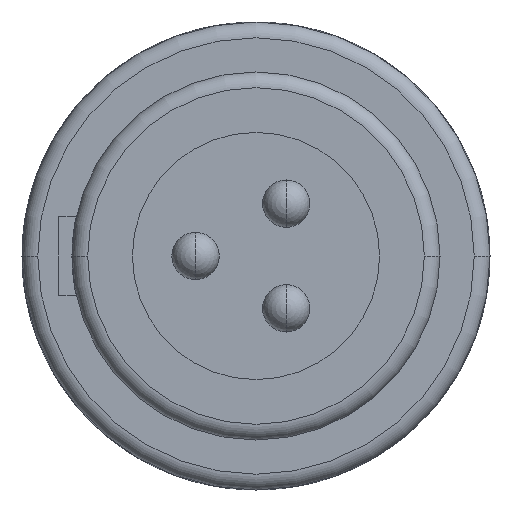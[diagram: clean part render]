
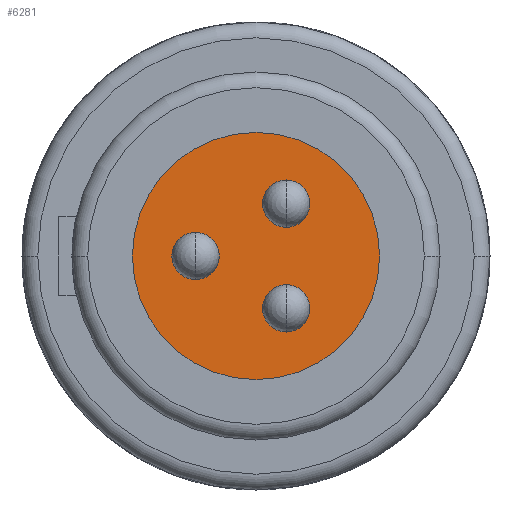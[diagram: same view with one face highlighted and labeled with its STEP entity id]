
A CAD part, left-side view. The second image highlights one B-rep face of the part: STEP entity #6281.
In plain terms, the highlighted planar face has unit normal (-1, 0, 0).
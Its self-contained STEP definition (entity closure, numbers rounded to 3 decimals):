
#2415=CARTESIAN_POINT('',(-2.4,0.,0.));
#2416=DIRECTION('',(-1.,0.,0.));
#2417=DIRECTION('',(0.,1.,0.));
#2418=AXIS2_PLACEMENT_3D('',#2415,#2416,#2417);
#2433=CARTESIAN_POINT('',(-2.4,0.,0.));
#2434=DIRECTION('',(-1.,0.,0.));
#2435=DIRECTION('',(0.,-1.,0.));
#2436=AXIS2_PLACEMENT_3D('',#2433,#2434,#2435);
#3117=CARTESIAN_POINT('',(-2.4,-0.575,0.996));
#3118=DIRECTION('',(-1.,0.,0.));
#3119=DIRECTION('',(0.,0.,1.));
#3120=AXIS2_PLACEMENT_3D('',#3117,#3118,#3119);
#3122=CARTESIAN_POINT('',(-2.4,-0.575,0.996));
#3123=DIRECTION('',(-1.,0.,0.));
#3124=DIRECTION('',(0.,0.,-1.));
#3125=AXIS2_PLACEMENT_3D('',#3122,#3123,#3124);
#3127=CARTESIAN_POINT('',(-2.4,1.15,0.));
#3128=DIRECTION('',(-1.,0.,0.));
#3129=DIRECTION('',(0.,0.,1.));
#3130=AXIS2_PLACEMENT_3D('',#3127,#3128,#3129);
#3132=CARTESIAN_POINT('',(-2.4,1.15,0.));
#3133=DIRECTION('',(-1.,0.,0.));
#3134=DIRECTION('',(0.,0.,-1.));
#3135=AXIS2_PLACEMENT_3D('',#3132,#3133,#3134);
#3137=CARTESIAN_POINT('',(-2.4,-0.575,-0.996));
#3138=DIRECTION('',(-1.,0.,0.));
#3139=DIRECTION('',(0.,0.,1.));
#3140=AXIS2_PLACEMENT_3D('',#3137,#3138,#3139);
#3142=CARTESIAN_POINT('',(-2.4,-0.575,-0.996));
#3143=DIRECTION('',(-1.,0.,0.));
#3144=DIRECTION('',(0.,0.,-1.));
#3145=AXIS2_PLACEMENT_3D('',#3142,#3143,#3144);
#3470=CARTESIAN_POINT('',(-2.4,-0.575,1.446));
#3471=CARTESIAN_POINT('',(-2.4,-0.575,0.546));
#3472=VERTEX_POINT('',#3470);
#3473=VERTEX_POINT('',#3471);
#3474=CARTESIAN_POINT('',(-2.4,1.15,0.45));
#3475=CARTESIAN_POINT('',(-2.4,1.15,-0.45));
#3476=VERTEX_POINT('',#3474);
#3477=VERTEX_POINT('',#3475);
#3478=CARTESIAN_POINT('',(-2.4,-0.575,-0.546));
#3479=CARTESIAN_POINT('',(-2.4,-0.575,-1.446));
#3480=VERTEX_POINT('',#3478);
#3481=VERTEX_POINT('',#3479);
#3634=CARTESIAN_POINT('',(-2.4,-2.35,0.));
#3635=CARTESIAN_POINT('',(-2.4,2.35,0.));
#3636=VERTEX_POINT('',#3634);
#3637=VERTEX_POINT('',#3635);
#6254=CARTESIAN_POINT('',(-2.4,0.,0.));
#6255=DIRECTION('',(1.,0.,0.));
#6256=DIRECTION('',(0.,0.,-1.));
#6257=AXIS2_PLACEMENT_3D('',#6254,#6255,#6256);
#6258=PLANE('',#6257);
#6259=ORIENTED_EDGE('',*,*,#5275,.F.);
#6260=ORIENTED_EDGE('',*,*,#5246,.F.);
#6261=EDGE_LOOP('',(#6259,#6260));
#6262=FACE_OUTER_BOUND('',#6261,.F.);
#6264=ORIENTED_EDGE('',*,*,#6263,.T.);
#6266=ORIENTED_EDGE('',*,*,#6265,.T.);
#6267=EDGE_LOOP('',(#6264,#6266));
#6268=FACE_BOUND('',#6267,.F.);
#6270=ORIENTED_EDGE('',*,*,#6269,.T.);
#6272=ORIENTED_EDGE('',*,*,#6271,.T.);
#6273=EDGE_LOOP('',(#6270,#6272));
#6274=FACE_BOUND('',#6273,.F.);
#6276=ORIENTED_EDGE('',*,*,#6275,.T.);
#6278=ORIENTED_EDGE('',*,*,#6277,.T.);
#6279=EDGE_LOOP('',(#6276,#6278));
#6280=FACE_BOUND('',#6279,.F.);
#6281=ADVANCED_FACE('',(#6262,#6268,#6274,#6280),#6258,.F.);
#2419=CIRCLE('',#2418,2.35);
#2437=CIRCLE('',#2436,2.35);
#3121=CIRCLE('',#3120,0.45);
#3126=CIRCLE('',#3125,0.45);
#3131=CIRCLE('',#3130,0.45);
#3136=CIRCLE('',#3135,0.45);
#3141=CIRCLE('',#3140,0.45);
#3146=CIRCLE('',#3145,0.45);
#5246=EDGE_CURVE('',#3637,#3636,#2419,.T.);
#5275=EDGE_CURVE('',#3636,#3637,#2437,.T.);
#6263=EDGE_CURVE('',#3472,#3473,#3121,.T.);
#6265=EDGE_CURVE('',#3473,#3472,#3126,.T.);
#6269=EDGE_CURVE('',#3476,#3477,#3131,.T.);
#6271=EDGE_CURVE('',#3477,#3476,#3136,.T.);
#6275=EDGE_CURVE('',#3480,#3481,#3141,.T.);
#6277=EDGE_CURVE('',#3481,#3480,#3146,.T.);
